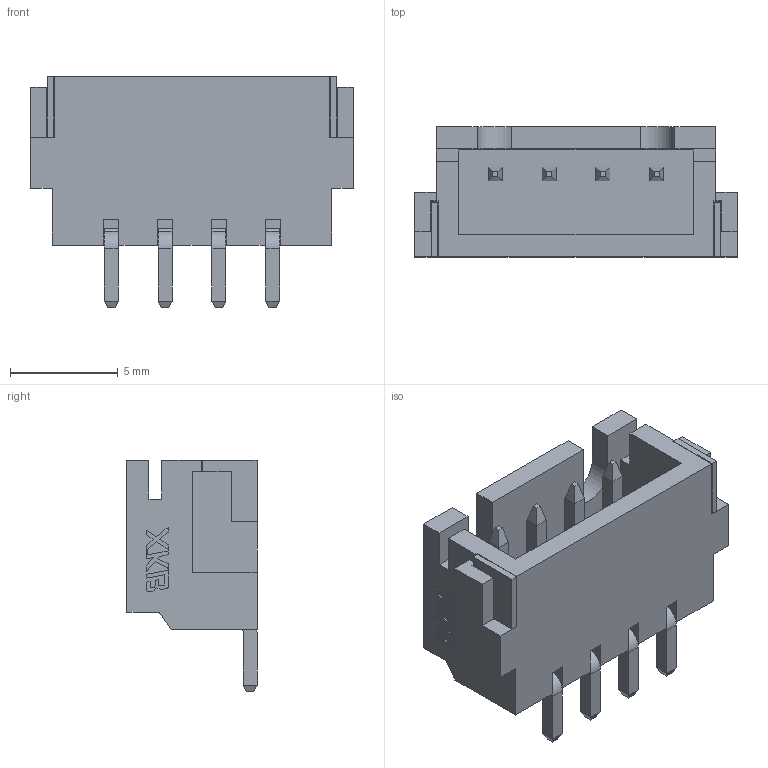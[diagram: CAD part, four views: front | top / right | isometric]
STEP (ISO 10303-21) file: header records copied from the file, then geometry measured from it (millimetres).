
FILE_DESCRIPTION((''),'2;1');
FILE_NAME('X8821WRS-04-9TSN','2021-12-07T',('髲赽'),(''),'PRO/ENGINEER BY PARAMETRIC TECHNOLOGY CORPORATION, 2010280','PRO/ENGINEER BY PARAMETRIC TECHNOLOGY CORPORATION, 2010280','');
FILE_SCHEMA(('CONFIG_CONTROL_DESIGN'));
Length unit declared in the file: millimetre
Products named in the file (1): X8821WRS-04-9TSN
Bounding box: 15 x 6.05 x 10.75 mm (x, y, z)
Volume: 325 mm3; surface area: 861.8 mm2
Topology: 3 solids, 3 shells, 271 faces, 730 edges, 476 vertices
Faces by surface type: plane 245, cylinder 26
Entity records: 8354 total; most frequent: CARTESIAN_POINT 1477, ORIENTED_EDGE 1460, DIRECTION 1324, EDGE_CURVE 730, VECTOR 678, LINE 678, VERTEX_POINT 476, AXIS2_PLACEMENT_3D 323
